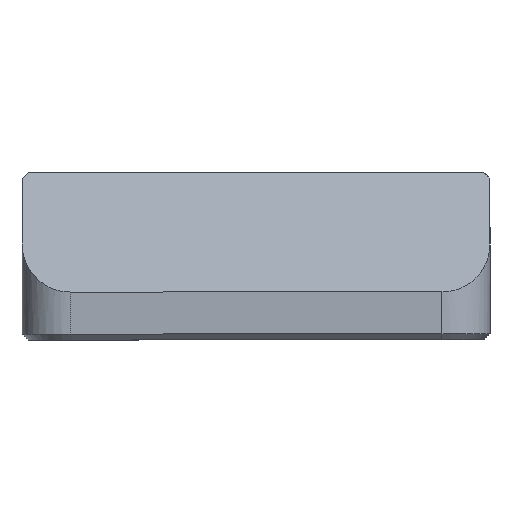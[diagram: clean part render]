
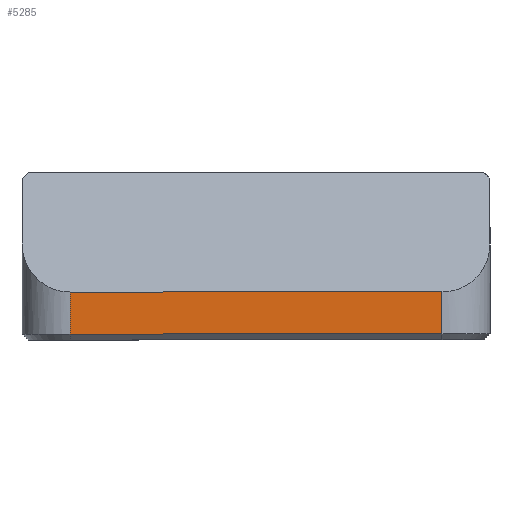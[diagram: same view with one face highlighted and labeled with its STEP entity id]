
A CAD part, front view. The second image highlights one B-rep face of the part: STEP entity #5285.
In plain terms, the highlighted face is planar.
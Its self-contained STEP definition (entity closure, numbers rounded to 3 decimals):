
#2490 = PLANE('',#2491);
#2491 = AXIS2_PLACEMENT_3D('',#2492,#2493,#2494);
#2492 = CARTESIAN_POINT('',(-14.,0.,0.));
#2493 = DIRECTION('',(0.707,0.707,0.));
#2494 = DIRECTION('',(0.,0.,-1.));
#2518 = CYLINDRICAL_SURFACE('',#2519,2.);
#2519 = AXIS2_PLACEMENT_3D('',#2520,#2521,#2522);
#2520 = CARTESIAN_POINT('',(-17.,27.012,-5.5));
#2521 = DIRECTION('',(0.,1.,0.));
#2522 = DIRECTION('',(0.,-0.,1.));
#3427 = PLANE('',#3428);
#3428 = AXIS2_PLACEMENT_3D('',#3429,#3430,#3431);
#3429 = CARTESIAN_POINT('',(-18.75,7.,0.));
#3430 = DIRECTION('',(-0.707,0.707,0.));
#3431 = DIRECTION('',(0.,0.,-1.));
#4436 = CYLINDRICAL_SURFACE('',#4437,2.);
#4437 = AXIS2_PLACEMENT_3D('',#4438,#4439,#4440);
#4438 = CARTESIAN_POINT('',(-17.,0.,10.));
#4439 = DIRECTION('',(0.,-1.,0.));
#4440 = DIRECTION('',(0.,0.,-1.));
#5285 = ADVANCED_FACE('',(#5286),#5300,.T.);
#5286 = FACE_BOUND('',#5287,.T.);
#5287 = EDGE_LOOP('',(#5288,#5318,#5341,#5364));
#5288 = ORIENTED_EDGE('',*,*,#5289,.T.);
#5289 = EDGE_CURVE('',#5290,#5292,#5294,.T.);
#5290 = VERTEX_POINT('',#5291);
#5291 = CARTESIAN_POINT('',(-19.,5.,10.));
#5292 = VERTEX_POINT('',#5293);
#5293 = CARTESIAN_POINT('',(-19.,6.75,10.));
#5294 = SURFACE_CURVE('',#5295,(#5299,#5311),.PCURVE_S1.);
#5295 = LINE('',#5296,#5297);
#5296 = CARTESIAN_POINT('',(-19.,27.012,10.));
#5297 = VECTOR('',#5298,1.);
#5298 = DIRECTION('',(-0.,1.,-0.));
#5299 = PCURVE('',#5300,#5305);
#5300 = PLANE('',#5301);
#5301 = AXIS2_PLACEMENT_3D('',#5302,#5303,#5304);
#5302 = CARTESIAN_POINT('',(-19.,27.012,12.));
#5303 = DIRECTION('',(-1.,0.,-0.));
#5304 = DIRECTION('',(0.,0.,1.));
#5305 = DEFINITIONAL_REPRESENTATION('',(#5306),#5310);
#5306 = LINE('',#5307,#5308);
#5307 = CARTESIAN_POINT('',(-2.,0.));
#5308 = VECTOR('',#5309,1.);
#5309 = DIRECTION('',(0.,1.));
#5310 = ( GEOMETRIC_REPRESENTATION_CONTEXT(2) 
PARAMETRIC_REPRESENTATION_CONTEXT() REPRESENTATION_CONTEXT('2D SPACE',''
  ) );
#5311 = PCURVE('',#4436,#5312);
#5312 = DEFINITIONAL_REPRESENTATION('',(#5313),#5317);
#5313 = LINE('',#5314,#5315);
#5314 = CARTESIAN_POINT('',(4.712,-27.012));
#5315 = VECTOR('',#5316,1.);
#5316 = DIRECTION('',(0.,-1.));
#5317 = ( GEOMETRIC_REPRESENTATION_CONTEXT(2) 
PARAMETRIC_REPRESENTATION_CONTEXT() REPRESENTATION_CONTEXT('2D SPACE',''
  ) );
#5318 = ORIENTED_EDGE('',*,*,#5319,.T.);
#5319 = EDGE_CURVE('',#5292,#5320,#5322,.T.);
#5320 = VERTEX_POINT('',#5321);
#5321 = CARTESIAN_POINT('',(-19.,6.75,-5.5));
#5322 = SURFACE_CURVE('',#5323,(#5327,#5334),.PCURVE_S1.);
#5323 = LINE('',#5324,#5325);
#5324 = CARTESIAN_POINT('',(-19.,6.75,-5.5));
#5325 = VECTOR('',#5326,1.);
#5326 = DIRECTION('',(0.,0.,-1.));
#5327 = PCURVE('',#5300,#5328);
#5328 = DEFINITIONAL_REPRESENTATION('',(#5329),#5333);
#5329 = LINE('',#5330,#5331);
#5330 = CARTESIAN_POINT('',(-17.5,-20.262));
#5331 = VECTOR('',#5332,1.);
#5332 = DIRECTION('',(-1.,0.));
#5333 = ( GEOMETRIC_REPRESENTATION_CONTEXT(2) 
PARAMETRIC_REPRESENTATION_CONTEXT() REPRESENTATION_CONTEXT('2D SPACE',''
  ) );
#5334 = PCURVE('',#3427,#5335);
#5335 = DEFINITIONAL_REPRESENTATION('',(#5336),#5340);
#5336 = LINE('',#5337,#5338);
#5337 = CARTESIAN_POINT('',(5.5,0.354));
#5338 = VECTOR('',#5339,1.);
#5339 = DIRECTION('',(1.,0.));
#5340 = ( GEOMETRIC_REPRESENTATION_CONTEXT(2) 
PARAMETRIC_REPRESENTATION_CONTEXT() REPRESENTATION_CONTEXT('2D SPACE',''
  ) );
#5341 = ORIENTED_EDGE('',*,*,#5342,.T.);
#5342 = EDGE_CURVE('',#5320,#5343,#5345,.T.);
#5343 = VERTEX_POINT('',#5344);
#5344 = CARTESIAN_POINT('',(-19.,5.,-5.5));
#5345 = SURFACE_CURVE('',#5346,(#5350,#5357),.PCURVE_S1.);
#5346 = LINE('',#5347,#5348);
#5347 = CARTESIAN_POINT('',(-19.,5.,-5.5));
#5348 = VECTOR('',#5349,1.);
#5349 = DIRECTION('',(0.,-1.,0.));
#5350 = PCURVE('',#5300,#5351);
#5351 = DEFINITIONAL_REPRESENTATION('',(#5352),#5356);
#5352 = LINE('',#5353,#5354);
#5353 = CARTESIAN_POINT('',(-17.5,-22.012));
#5354 = VECTOR('',#5355,1.);
#5355 = DIRECTION('',(0.,-1.));
#5356 = ( GEOMETRIC_REPRESENTATION_CONTEXT(2) 
PARAMETRIC_REPRESENTATION_CONTEXT() REPRESENTATION_CONTEXT('2D SPACE',''
  ) );
#5357 = PCURVE('',#2518,#5358);
#5358 = DEFINITIONAL_REPRESENTATION('',(#5359),#5363);
#5359 = LINE('',#5360,#5361);
#5360 = CARTESIAN_POINT('',(4.712,-22.012));
#5361 = VECTOR('',#5362,1.);
#5362 = DIRECTION('',(0.,-1.));
#5363 = ( GEOMETRIC_REPRESENTATION_CONTEXT(2) 
PARAMETRIC_REPRESENTATION_CONTEXT() REPRESENTATION_CONTEXT('2D SPACE',''
  ) );
#5364 = ORIENTED_EDGE('',*,*,#5365,.T.);
#5365 = EDGE_CURVE('',#5343,#5290,#5366,.T.);
#5366 = SURFACE_CURVE('',#5367,(#5371,#5378),.PCURVE_S1.);
#5367 = LINE('',#5368,#5369);
#5368 = CARTESIAN_POINT('',(-19.,5.,12.));
#5369 = VECTOR('',#5370,1.);
#5370 = DIRECTION('',(0.,0.,1.));
#5371 = PCURVE('',#5300,#5372);
#5372 = DEFINITIONAL_REPRESENTATION('',(#5373),#5377);
#5373 = LINE('',#5374,#5375);
#5374 = CARTESIAN_POINT('',(0.,-22.012));
#5375 = VECTOR('',#5376,1.);
#5376 = DIRECTION('',(1.,0.));
#5377 = ( GEOMETRIC_REPRESENTATION_CONTEXT(2) 
PARAMETRIC_REPRESENTATION_CONTEXT() REPRESENTATION_CONTEXT('2D SPACE',''
  ) );
#5378 = PCURVE('',#2490,#5379);
#5379 = DEFINITIONAL_REPRESENTATION('',(#5380),#5384);
#5380 = LINE('',#5381,#5382);
#5381 = CARTESIAN_POINT('',(-12.,7.071));
#5382 = VECTOR('',#5383,1.);
#5383 = DIRECTION('',(-1.,0.));
#5384 = ( GEOMETRIC_REPRESENTATION_CONTEXT(2) 
PARAMETRIC_REPRESENTATION_CONTEXT() REPRESENTATION_CONTEXT('2D SPACE',''
  ) );
